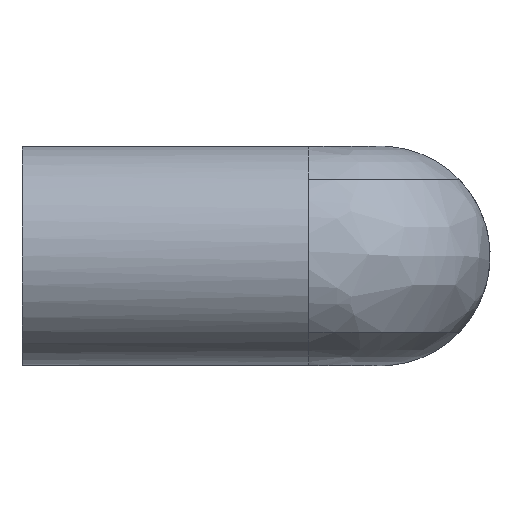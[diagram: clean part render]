
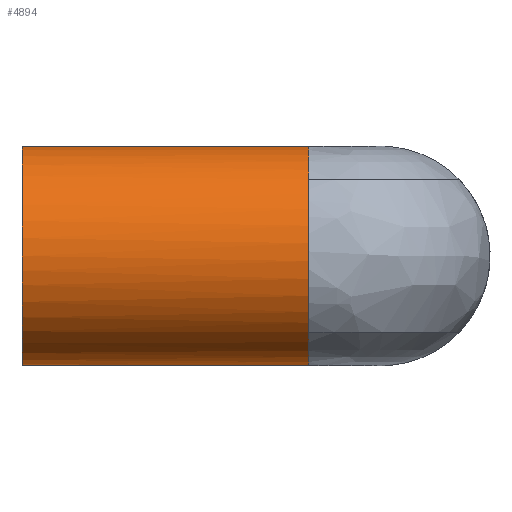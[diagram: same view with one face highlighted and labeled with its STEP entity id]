
A CAD part, left-side view. The second image highlights one B-rep face of the part: STEP entity #4894.
In plain terms, the highlighted free-form (B-spline) face has degree [1, 2] with [2, 5] control points.
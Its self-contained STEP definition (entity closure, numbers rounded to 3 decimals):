
#2604=CARTESIAN_POINT('',(-75.761,-8.0,30.0));
#2605=VERTEX_POINT('',#2604);
#2710=CARTESIAN_POINT('',(-75.761,8.0,30.0));
#2711=VERTEX_POINT('',#2710);
#2991=CARTESIAN_POINT('',(-75.761,8.0,30.0));
#2992=CARTESIAN_POINT('',(-76.146,7.603,30.0));
#2993=CARTESIAN_POINT('',(-76.977,6.611,30.));
#2994=CARTESIAN_POINT('',(-78.075,4.733,30.));
#2995=CARTESIAN_POINT('',(-78.786,2.574,30.));
#2996=CARTESIAN_POINT('',(-79.052,0.371,30.));
#2997=CARTESIAN_POINT('',(-78.95,-1.524,30.));
#2998=CARTESIAN_POINT('',(-78.523,-3.464,30.));
#2999=CARTESIAN_POINT('',(-77.62,-5.695,30.));
#3000=CARTESIAN_POINT('',(-76.531,-7.206,30.));
#3001=CARTESIAN_POINT('',(-75.761,-8.0,30.0));
#3002=B_SPLINE_CURVE_WITH_KNOTS('',3,(#2991,#2992,#2993,#2994,#2995,#2996,#2997,#2998,#2999,#3000,#3001),.UNSPECIFIED.,.F.,.U.,(4,1,1,1,1,1,1,1,4),(0.,1.659,3.871,6.497,8.433,10.506,12.165,14.377,17.695),.UNSPECIFIED.);
#3003=EDGE_CURVE('',#2711,#2605,#3002,.T.);
#4775=CARTESIAN_POINT('',(-67.5,-11.5,30.0));
#4776=VERTEX_POINT('',#4775);
#4777=CARTESIAN_POINT('',(-75.761,-8.0,30.0));
#4778=CARTESIAN_POINT('',(-75.16,-8.621,30.));
#4779=CARTESIAN_POINT('',(-74.079,-9.511,30.));
#4780=CARTESIAN_POINT('',(-72.228,-10.539,30.));
#4781=CARTESIAN_POINT('',(-70.14,-11.288,30.));
#4782=CARTESIAN_POINT('',(-68.46,-11.5,30.));
#4783=CARTESIAN_POINT('',(-67.5,-11.5,30.0));
#4784=B_SPLINE_CURVE_WITH_KNOTS('',3,(#4777,#4778,#4779,#4780,#4781,#4782,#4783),.UNSPECIFIED.,.F.,.U.,(4,1,1,1,4),(0.,2.592,4.176,6.337,9.217),.UNSPECIFIED.);
#4785=EDGE_CURVE('',#2605,#4776,#4784,.T.);
#4815=CARTESIAN_POINT('',(-67.4,11.5,30.75));
#4816=CARTESIAN_POINT('',(-67.4,11.5,-0.769));
#4817=CARTESIAN_POINT('',(-79.308,11.603,30.75));
#4818=CARTESIAN_POINT('',(-79.308,11.603,-0.769));
#4819=CARTESIAN_POINT('',(-78.996,-0.301,30.75));
#4820=CARTESIAN_POINT('',(-78.996,-0.301,-0.769));
#4821=CARTESIAN_POINT('',(-78.684,-12.206,30.75));
#4822=CARTESIAN_POINT('',(-78.684,-12.206,-0.769));
#4823=CARTESIAN_POINT('',(-66.798,-11.479,30.75));
#4824=CARTESIAN_POINT('',(-66.798,-11.479,-0.769));
#4832=(BOUNDED_SURFACE()B_SPLINE_SURFACE(1,2,((#4815,#4817,#4819,#4821,#4823),(#4816,#4818,#4820,#4822,#4824)),.UNSPECIFIED.,.F.,.F.,.U.)B_SPLINE_SURFACE_WITH_KNOTS((2,2),(3,2,3),(0.0,31.519),(0.0,19.526,39.052),.UNSPECIFIED.)GEOMETRIC_REPRESENTATION_ITEM()RATIONAL_B_SPLINE_SURFACE(((1.0,0.695,1.0,0.695,1.0),(1.0,0.695,1.0,0.695,1.0)))REPRESENTATION_ITEM('')SURFACE());
#4833=CARTESIAN_POINT('',(-67.5,11.5,0.0));
#4834=VERTEX_POINT('',#4833);
#4835=CARTESIAN_POINT('',(-67.5,11.5,30.0));
#4836=VERTEX_POINT('',#4835);
#4837=CARTESIAN_POINT('',(-67.5,11.5,0.0));
#4838=CARTESIAN_POINT('',(-67.5,11.5,30.0));
#4839=QUASI_UNIFORM_CURVE('',1,(#4837,#4838),.UNSPECIFIED.,.F.,.U.);
#4840=EDGE_CURVE('',#4834,#4836,#4839,.T.);
#4841=ORIENTED_EDGE('',*,*,#4840,.F.);
#4842=CARTESIAN_POINT('',(-79.,0.,0.0));
#4843=VERTEX_POINT('',#4842);
#4844=CARTESIAN_POINT('',(-79.,0.,0.0));
#4845=CARTESIAN_POINT('',(-79.,0.894,0.0));
#4846=CARTESIAN_POINT('',(-78.813,2.493,0.0));
#4847=CARTESIAN_POINT('',(-78.103,4.597,0.0));
#4848=CARTESIAN_POINT('',(-77.113,6.422,0.0));
#4849=CARTESIAN_POINT('',(-75.843,8.009,0.0));
#4850=CARTESIAN_POINT('',(-74.306,9.335,0.0));
#4851=CARTESIAN_POINT('',(-72.41,10.488,0.0));
#4852=CARTESIAN_POINT('',(-70.134,11.302,0.0));
#4853=CARTESIAN_POINT('',(-68.347,11.5,0.0));
#4854=CARTESIAN_POINT('',(-67.5,11.5,0.0));
#4855=B_SPLINE_CURVE_WITH_KNOTS('',3,(#4844,#4845,#4846,#4847,#4848,#4849,#4850,#4851,#4852,#4853,#4854),.UNSPECIFIED.,.F.,.U.,(4,1,1,1,1,1,1,1,4),(0.,2.681,4.798,6.633,8.891,10.867,12.701,15.524,18.064),.UNSPECIFIED.);
#4856=EDGE_CURVE('',#4843,#4834,#4855,.T.);
#4857=ORIENTED_EDGE('',*,*,#4856,.F.);
#4858=CARTESIAN_POINT('',(-67.5,-11.5,0.0));
#4859=VERTEX_POINT('',#4858);
#4860=CARTESIAN_POINT('',(-67.5,-11.5,0.0));
#4861=CARTESIAN_POINT('',(-68.206,-11.5,0.0));
#4862=CARTESIAN_POINT('',(-69.57,-11.374,0.0));
#4863=CARTESIAN_POINT('',(-71.39,-10.87,0.0));
#4864=CARTESIAN_POINT('',(-73.11,-10.095,0.0));
#4865=CARTESIAN_POINT('',(-74.45,-9.211,0.0));
#4866=CARTESIAN_POINT('',(-75.756,-8.057,0.0));
#4867=CARTESIAN_POINT('',(-76.835,-6.806,0.0));
#4868=CARTESIAN_POINT('',(-77.84,-5.152,0.0));
#4869=CARTESIAN_POINT('',(-78.735,-2.916,0.0));
#4870=CARTESIAN_POINT('',(-79.,-1.129,0.0));
#4871=CARTESIAN_POINT('',(-79.,0.,0.0));
#4872=B_SPLINE_CURVE_WITH_KNOTS('',3,(#4860,#4861,#4862,#4863,#4864,#4865,#4866,#4867,#4868,#4869,#4870,#4871),.UNSPECIFIED.,.F.,.U.,(4,1,1,1,1,1,1,1,1,4),(0.,2.117,4.093,5.645,7.762,8.891,10.867,12.701,14.677,18.064),.UNSPECIFIED.);
#4873=EDGE_CURVE('',#4859,#4843,#4872,.T.);
#4874=ORIENTED_EDGE('',*,*,#4873,.F.);
#4875=CARTESIAN_POINT('',(-67.5,-11.5,30.0));
#4876=CARTESIAN_POINT('',(-67.5,-11.5,0.0));
#4877=QUASI_UNIFORM_CURVE('',1,(#4875,#4876),.UNSPECIFIED.,.F.,.U.);
#4878=EDGE_CURVE('',#4776,#4859,#4877,.T.);
#4879=ORIENTED_EDGE('',*,*,#4878,.F.);
#4880=ORIENTED_EDGE('',*,*,#4785,.F.);
#4881=ORIENTED_EDGE('',*,*,#3003,.F.);
#4882=CARTESIAN_POINT('',(-67.5,11.5,30.0));
#4883=CARTESIAN_POINT('',(-68.364,11.5,30.));
#4884=CARTESIAN_POINT('',(-70.14,11.299,30.));
#4885=CARTESIAN_POINT('',(-72.234,10.548,30.));
#4886=CARTESIAN_POINT('',(-74.153,9.45,30.));
#4887=CARTESIAN_POINT('',(-75.16,8.621,30.));
#4888=CARTESIAN_POINT('',(-75.761,8.0,30.0));
#4889=B_SPLINE_CURVE_WITH_KNOTS('',3,(#4882,#4883,#4884,#4885,#4886,#4887,#4888),.UNSPECIFIED.,.F.,.U.,(4,1,1,1,4),(0.,2.592,5.329,6.625,9.217),.UNSPECIFIED.);
#4890=EDGE_CURVE('',#4836,#2711,#4889,.T.);
#4891=ORIENTED_EDGE('',*,*,#4890,.F.);
#4892=EDGE_LOOP('',(#4841,#4857,#4874,#4879,#4880,#4881,#4891));
#4893=FACE_OUTER_BOUND('',#4892,.T.);
#4894=ADVANCED_FACE('',(#4893),#4832,.T.);
